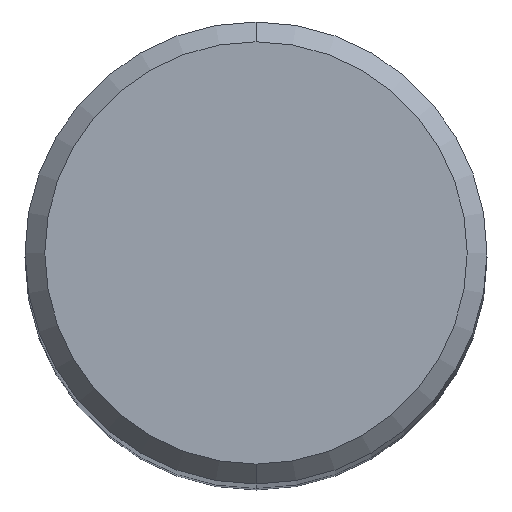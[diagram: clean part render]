
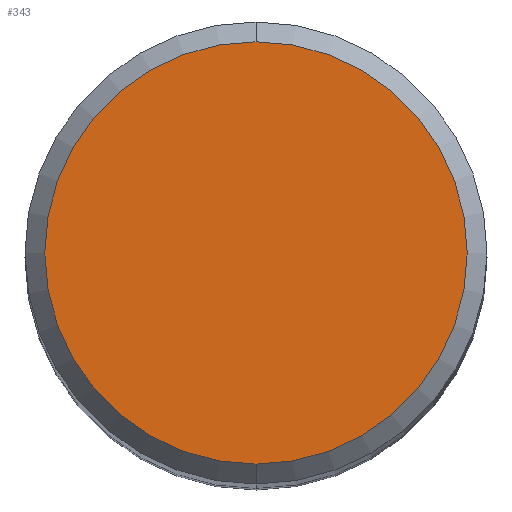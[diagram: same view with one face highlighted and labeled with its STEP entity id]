
A CAD part, top view. The second image highlights one B-rep face of the part: STEP entity #343.
In plain terms, the highlighted planar face has unit normal (0, 0, 1).
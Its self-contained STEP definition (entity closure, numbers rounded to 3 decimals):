
#163=EDGE_CURVE('',#189,#193,#431,.T.);
#189=VERTEX_POINT('',#459);
#193=VERTEX_POINT('',#463);
#343=ADVANCED_FACE('',(#629),#630,.T.);
#399=EDGE_CURVE('',#193,#189,#691,.T.);
#431=CIRCLE('',#716,6.4);
#459=CARTESIAN_POINT('',(0.0,6.4,0.0));
#463=CARTESIAN_POINT('',(0.,-6.4,0.0));
#629=FACE_OUTER_BOUND('',#1158,.T.);
#630=PLANE('',#1159);
#691=CIRCLE('',#1312,6.4);
#716=AXIS2_PLACEMENT_3D('',#1349,#1350,#1351);
#1158=EDGE_LOOP('',(#1580,#1581));
#1159=AXIS2_PLACEMENT_3D('',#1582,#1583,#1584);
#1312=AXIS2_PLACEMENT_3D('',#1639,#1640,#1641);
#1349=CARTESIAN_POINT('',(0.0,0.0,0.0));
#1350=DIRECTION('',(0.0,0.0,-1.0));
#1351=DIRECTION('',(0.0,1.0,0.0));
#1580=ORIENTED_EDGE('',*,*,#163,.F.);
#1581=ORIENTED_EDGE('',*,*,#399,.F.);
#1582=CARTESIAN_POINT('',(0.0,3.2,0.0));
#1583=DIRECTION('',(-0.0,0.0,1.0));
#1584=DIRECTION('',(0.0,-1.0,0.0));
#1639=CARTESIAN_POINT('',(0.0,0.0,0.0));
#1640=DIRECTION('',(0.0,0.0,-1.0));
#1641=DIRECTION('',(0.0,1.0,0.0));
